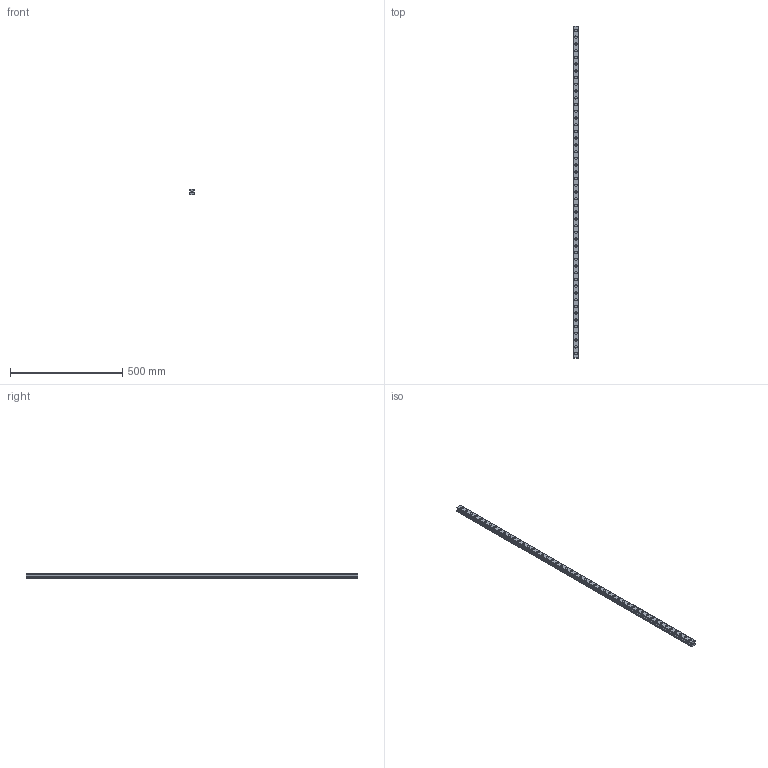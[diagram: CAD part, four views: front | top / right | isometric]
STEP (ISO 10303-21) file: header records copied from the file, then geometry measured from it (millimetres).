
FILE_DESCRIPTION(('STEP AP214'),'1');
FILE_NAME('cctmp_5E83DB40-F816-4C53-AA9B-E8078DB8CAED_2021_03_11_09_46_16_0332..stp','2021-03-11T08:46:16',('HIWIN GmbH'),('CADClick - www.CADClick.com'),'Spatial InterOp 3D',' ','unknown authorization');
FILE_SCHEMA(('AUTOMOTIVE_DESIGN'));
Length unit declared in the file: millimetre
Products named in the file (1): RGR25R1480H_FILE
Bounding box: 23 x 1480 x 23.6 mm (x, y, z)
Volume: 593950.7 mm3; surface area: 183869 mm2
Topology: 1 solids, 1 shells, 558 faces, 1215 edges, 810 vertices
Faces by surface type: cylinder 312, plane 246
Entity records: 20011 total; most frequent: DIRECTION 2957, CARTESIAN_POINT 2584, ORIENTED_EDGE 2430, EDGE_CURVE 1215, AXIS2_PLACEMENT_3D 1183, VERTEX_POINT 810, EDGE_LOOP 709, CIRCLE 624
